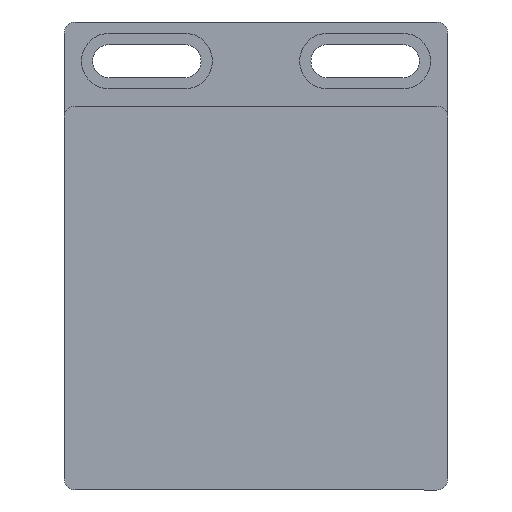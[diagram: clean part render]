
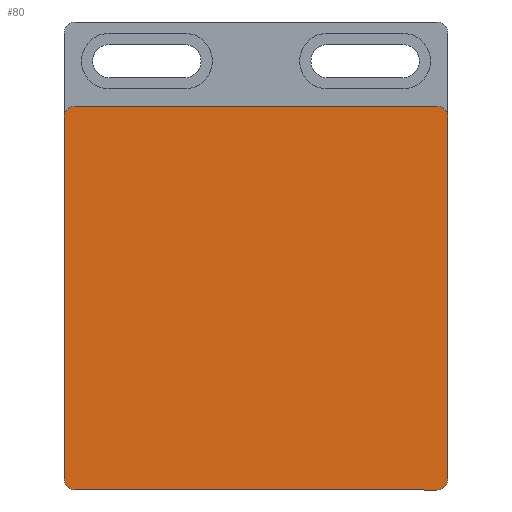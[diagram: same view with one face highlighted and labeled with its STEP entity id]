
A CAD part, front view. The second image highlights one B-rep face of the part: STEP entity #80.
In plain terms, the highlighted planar face has unit normal (0, -1, 0).
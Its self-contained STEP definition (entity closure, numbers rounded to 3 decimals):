
#50=FACE_OUTER_BOUND('',#144,.T.);
#80=ADVANCED_FACE('',(#50),#112,.F.);
#112=PLANE('',#647);
#144=EDGE_LOOP('',(#242,#243,#244,#245,#246,#247,#248,#249));
#190=CIRCLE('',#643,1.5);
#191=CIRCLE('',#644,1.5);
#192=CIRCLE('',#645,1.5);
#193=CIRCLE('',#646,1.5);
#242=ORIENTED_EDGE('',*,*,#464,.F.);
#243=ORIENTED_EDGE('',*,*,#465,.T.);
#244=ORIENTED_EDGE('',*,*,#458,.F.);
#245=ORIENTED_EDGE('',*,*,#466,.T.);
#246=ORIENTED_EDGE('',*,*,#467,.F.);
#247=ORIENTED_EDGE('',*,*,#468,.T.);
#248=ORIENTED_EDGE('',*,*,#461,.F.);
#249=ORIENTED_EDGE('',*,*,#469,.T.);
#402=VERTEX_POINT('',#929);
#403=VERTEX_POINT('',#930);
#404=VERTEX_POINT('',#935);
#405=VERTEX_POINT('',#936);
#406=VERTEX_POINT('',#941);
#407=VERTEX_POINT('',#942);
#408=VERTEX_POINT('',#945);
#409=VERTEX_POINT('',#947);
#458=EDGE_CURVE('',#402,#403,#526,.T.);
#461=EDGE_CURVE('',#404,#405,#529,.T.);
#464=EDGE_CURVE('',#406,#407,#532,.T.);
#465=EDGE_CURVE('',#406,#403,#190,.T.);
#466=EDGE_CURVE('',#402,#408,#191,.T.);
#467=EDGE_CURVE('',#409,#408,#533,.T.);
#468=EDGE_CURVE('',#409,#405,#192,.T.);
#469=EDGE_CURVE('',#404,#407,#193,.T.);
#526=LINE('',#928,#582);
#529=LINE('',#934,#585);
#532=LINE('',#940,#588);
#533=LINE('',#946,#589);
#582=VECTOR('',#737,1.);
#585=VECTOR('',#742,1.);
#588=VECTOR('',#747,1.);
#589=VECTOR('',#752,1.);
#643=AXIS2_PLACEMENT_3D('',#943,#748,#749);
#644=AXIS2_PLACEMENT_3D('',#944,#750,#751);
#645=AXIS2_PLACEMENT_3D('',#948,#753,#754);
#646=AXIS2_PLACEMENT_3D('',#949,#755,#756);
#647=AXIS2_PLACEMENT_3D('',#950,#757,#758);
#737=DIRECTION('',(1.,0.,0.));
#742=DIRECTION('',(-1.,0.,0.));
#747=DIRECTION('',(0.,0.,-1.));
#748=DIRECTION('',(0.,-1.,0.));
#749=DIRECTION('',(0.,0.,1.));
#750=DIRECTION('',(0.,-1.,0.));
#751=DIRECTION('',(0.,0.,1.));
#752=DIRECTION('',(0.,0.,1.));
#753=DIRECTION('',(0.,-1.,0.));
#754=DIRECTION('',(0.,0.,1.));
#755=DIRECTION('',(0.,-1.,0.));
#756=DIRECTION('',(0.,0.,1.));
#757=DIRECTION('',(0.,1.,0.));
#758=DIRECTION('',(1.,0.,0.));
#928=CARTESIAN_POINT('',(45.05,-10.5,25.5));
#929=CARTESIAN_POINT('',(21.05,-10.5,25.5));
#930=CARTESIAN_POINT('',(69.05,-10.5,25.5));
#934=CARTESIAN_POINT('',(70.55,-10.5,-25.5));
#935=CARTESIAN_POINT('',(69.05,-10.5,-25.5));
#936=CARTESIAN_POINT('',(21.05,-10.5,-25.5));
#940=CARTESIAN_POINT('',(70.55,-10.5,36.7));
#941=CARTESIAN_POINT('',(70.55,-10.5,24.));
#942=CARTESIAN_POINT('',(70.55,-10.5,-24.));
#943=CARTESIAN_POINT('',(69.05,-10.5,24.));
#944=CARTESIAN_POINT('',(21.05,-10.5,24.));
#945=CARTESIAN_POINT('',(19.55,-10.5,24.));
#946=CARTESIAN_POINT('',(19.55,-10.5,-25.5));
#947=CARTESIAN_POINT('',(19.55,-10.5,-24.));
#948=CARTESIAN_POINT('',(21.05,-10.5,-24.));
#949=CARTESIAN_POINT('',(69.05,-10.5,-24.));
#950=CARTESIAN_POINT('',(115.542,-10.5,-16.5));
